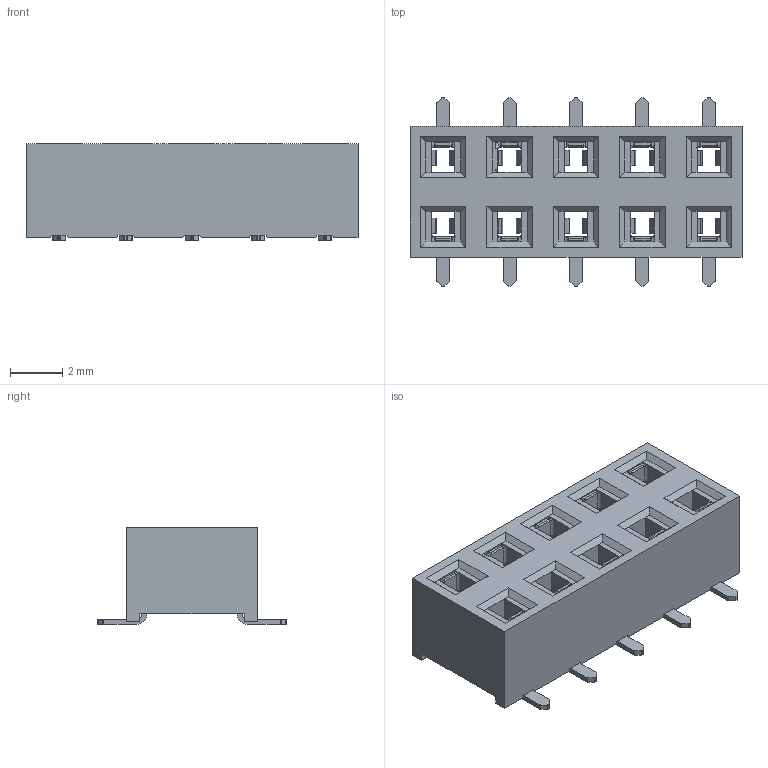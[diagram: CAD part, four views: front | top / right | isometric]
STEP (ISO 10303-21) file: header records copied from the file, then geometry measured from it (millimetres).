
FILE_DESCRIPTION(('CoCreate Modeling STEP Export'),'2;1');
FILE_NAME('PH25410H-10XXX.stp','2022-03-05T10:54:18',(''),(''),'CoCreate Modeling STEP processor for AP214 (Solid Model)','CoCreate Modeling 16.00 13-May-2008 (C) Parametric Technology GmbH','');
FILE_SCHEMA(('AUTOMOTIVE_DESIGN { 1 0 10303 214 1 1 1 1 }'));
Length unit declared in the file: millimetre
Products named in the file (2): PH25410H-10; PH25410H-10XXX
Bounding box: 12.7 x 7.21 x 3.7 mm (x, y, z)
Volume: 183.9 mm3; surface area: 412.4 mm2
Topology: 1 solids, 1 shells, 802 faces, 2386 edges, 1563 vertices
Faces by surface type: plane 503, cylinder 259, bspline 40
Entity records: 33583 total; most frequent: CARTESIAN_POINT 8495, ORIENTED_EDGE 4692, DIRECTION 4562, EDGE_CURVE 2346, VECTOR 1652, LINE 1652, VERTEX_POINT 1483, AXIS2_PLACEMENT_3D 1455
